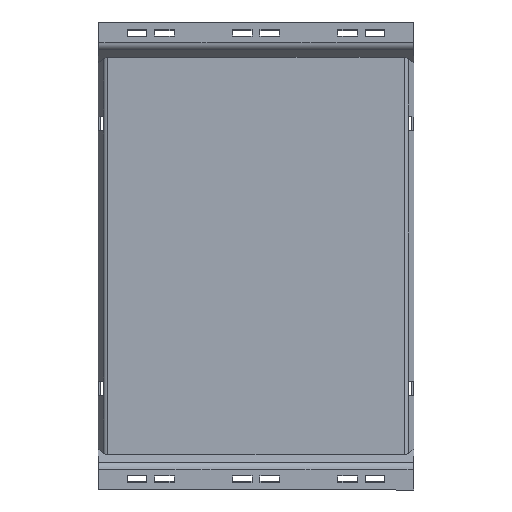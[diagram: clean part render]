
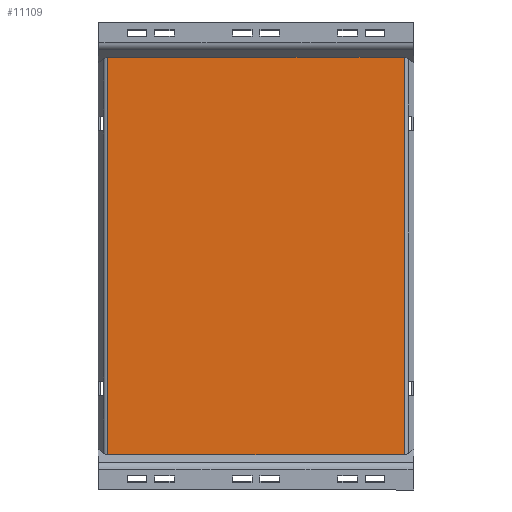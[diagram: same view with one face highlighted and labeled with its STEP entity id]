
A CAD part, top view. The second image highlights one B-rep face of the part: STEP entity #11109.
In plain terms, the highlighted planar face has unit normal (0, 0, 1).
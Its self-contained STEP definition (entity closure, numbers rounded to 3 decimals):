
#11098=AXIS2_PLACEMENT_3D('Plane Axis2P3D',#11095,#11096,#11097) ;
#9079=CARTESIAN_POINT('Vertex',(65.439,7.554,11.5)) ;
#9082=CARTESIAN_POINT('Line Origine',(33.75,7.554,11.5)) ;
#9086=CARTESIAN_POINT('Vertex',(2.061,7.554,11.5)) ;
#9592=CARTESIAN_POINT('Line Origine',(22.5,92.446,11.5)) ;
#9596=CARTESIAN_POINT('Vertex',(2.061,92.446,11.5)) ;
#9598=CARTESIAN_POINT('Vertex',(42.939,92.446,11.5)) ;
#9602=CARTESIAN_POINT('Control Point',(42.944,92.446,11.5)) ;
#9603=CARTESIAN_POINT('Control Point',(42.943,92.446,11.5)) ;
#9604=CARTESIAN_POINT('Control Point',(42.942,92.446,11.5)) ;
#9605=CARTESIAN_POINT('Control Point',(42.941,92.446,11.5)) ;
#9606=CARTESIAN_POINT('Control Point',(42.94,92.446,11.5)) ;
#9607=CARTESIAN_POINT('Control Point',(42.939,92.446,11.5)) ;
#9608=CARTESIAN_POINT('Vertex',(42.944,92.446,11.5)) ;
#9611=CARTESIAN_POINT('Line Origine',(43.972,92.446,11.5)) ;
#9615=CARTESIAN_POINT('Vertex',(45.,92.446,11.5)) ;
#9618=CARTESIAN_POINT('Line Origine',(55.219,92.446,11.5)) ;
#9622=CARTESIAN_POINT('Vertex',(65.439,92.446,11.5)) ;
#10293=CARTESIAN_POINT('Line Origine',(2.061,46.648,11.5)) ;
#11036=CARTESIAN_POINT('Line Origine',(65.439,50.,11.5)) ;
#11095=CARTESIAN_POINT('Axis2P3D Location',(33.75,7.554,11.5)) ;
#9083=DIRECTION('Vector Direction',(1.,0.,0.)) ;
#9593=DIRECTION('Vector Direction',(1.,0.,0.)) ;
#9612=DIRECTION('Vector Direction',(1.,0.,0.)) ;
#9619=DIRECTION('Vector Direction',(1.,0.,0.)) ;
#10294=DIRECTION('Vector Direction',(0.,1.,0.)) ;
#11037=DIRECTION('Vector Direction',(0.,-1.,0.)) ;
#11096=DIRECTION('Axis2P3D Direction',(0.,0.,-1.)) ;
#11097=DIRECTION('Axis2P3D XDirection',(0.,1.,0.)) ;
#9084=VECTOR('Line Direction',#9083,1.) ;
#9594=VECTOR('Line Direction',#9593,1.) ;
#9613=VECTOR('Line Direction',#9612,1.) ;
#9620=VECTOR('Line Direction',#9619,1.) ;
#10295=VECTOR('Line Direction',#10294,1.) ;
#11038=VECTOR('Line Direction',#11037,1.) ;
#11101=ORIENTED_EDGE('',*,*,#9600,.F.) ;
#11102=ORIENTED_EDGE('',*,*,#10297,.F.) ;
#11103=ORIENTED_EDGE('',*,*,#9088,.T.) ;
#11104=ORIENTED_EDGE('',*,*,#11040,.F.) ;
#11105=ORIENTED_EDGE('',*,*,#9624,.F.) ;
#11106=ORIENTED_EDGE('',*,*,#9617,.F.) ;
#11107=ORIENTED_EDGE('',*,*,#9610,.F.) ;
#11109=ADVANCED_FACE('FRONT',(#11108),#11099,.F.) ;
#9601=B_SPLINE_CURVE_WITH_KNOTS('',5,(#9602,#9603,#9604,#9605,#9606,#9607),.UNSPECIFIED.,.F.,.U.,(6,6),(1.403,1.41),.UNSPECIFIED.) ;
#9088=EDGE_CURVE('',#9087,#9080,#9085,.T.) ;
#9600=EDGE_CURVE('',#9597,#9599,#9595,.T.) ;
#9610=EDGE_CURVE('',#9599,#9609,#9601,.F.) ;
#9617=EDGE_CURVE('',#9609,#9616,#9614,.T.) ;
#9624=EDGE_CURVE('',#9616,#9623,#9621,.T.) ;
#10297=EDGE_CURVE('',#9087,#9597,#10296,.T.) ;
#11040=EDGE_CURVE('',#9623,#9080,#11039,.T.) ;
#11100=EDGE_LOOP('',(#11101,#11102,#11103,#11104,#11105,#11106,#11107)) ;
#11108=FACE_OUTER_BOUND('',#11100,.T.) ;
#9085=LINE('Line',#9082,#9084) ;
#9595=LINE('Line',#9592,#9594) ;
#9614=LINE('Line',#9611,#9613) ;
#9621=LINE('Line',#9618,#9620) ;
#10296=LINE('Line',#10293,#10295) ;
#11039=LINE('Line',#11036,#11038) ;
#11099=PLANE('',#11098) ;
#9080=VERTEX_POINT('',#9079) ;
#9087=VERTEX_POINT('',#9086) ;
#9597=VERTEX_POINT('',#9596) ;
#9599=VERTEX_POINT('',#9598) ;
#9609=VERTEX_POINT('',#9608) ;
#9616=VERTEX_POINT('',#9615) ;
#9623=VERTEX_POINT('',#9622) ;
